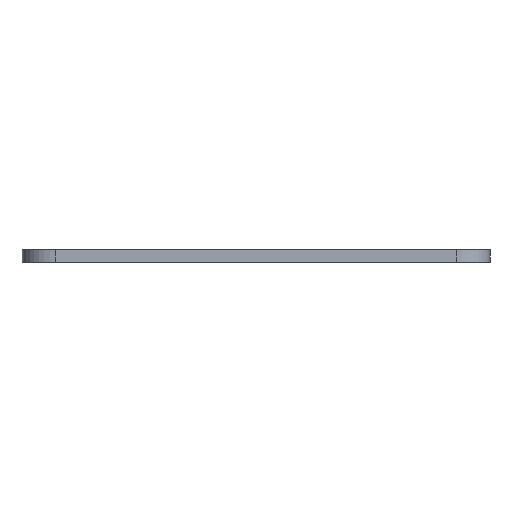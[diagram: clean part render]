
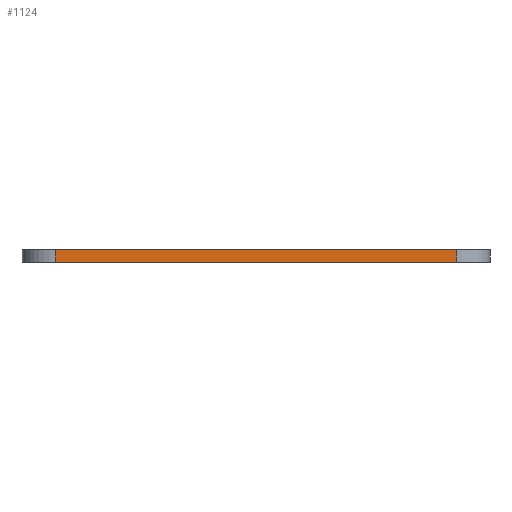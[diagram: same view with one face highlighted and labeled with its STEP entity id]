
A CAD part, left-side view. The second image highlights one B-rep face of the part: STEP entity #1124.
In plain terms, the highlighted planar face has unit normal (-1, 0, 0).
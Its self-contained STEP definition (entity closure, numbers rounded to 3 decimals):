
#71=PLANE('',#1260);
#124=FACE_OUTER_BOUND('',#220,.T.);
#220=EDGE_LOOP('',(#1015,#1016,#1017,#1018));
#252=LINE('',#1701,#340);
#280=LINE('',#1814,#368);
#310=LINE('',#1904,#398);
#312=LINE('',#1907,#400);
#340=VECTOR('',#1368,10.);
#368=VECTOR('',#1472,10.);
#398=VECTOR('',#1582,10.);
#400=VECTOR('',#1586,10.);
#506=VERTEX_POINT('',#1698);
#507=VERTEX_POINT('',#1700);
#553=VERTEX_POINT('',#1811);
#554=VERTEX_POINT('',#1813);
#622=EDGE_CURVE('',#506,#507,#252,.T.);
#679=EDGE_CURVE('',#554,#553,#280,.T.);
#726=EDGE_CURVE('',#507,#553,#310,.T.);
#728=EDGE_CURVE('',#554,#506,#312,.T.);
#1015=ORIENTED_EDGE('',*,*,#726,.F.);
#1016=ORIENTED_EDGE('',*,*,#622,.F.);
#1017=ORIENTED_EDGE('',*,*,#728,.F.);
#1018=ORIENTED_EDGE('',*,*,#679,.T.);
#1124=ADVANCED_FACE('',(#124),#71,.T.);
#1260=AXIS2_PLACEMENT_3D('',#1906,#1584,#1585);
#1368=DIRECTION('',(0.,-1.,0.));
#1472=DIRECTION('',(0.,-1.,0.));
#1582=DIRECTION('',(0.,0.,-1.));
#1584=DIRECTION('center_axis',(-1.,0.,0.));
#1585=DIRECTION('ref_axis',(0.,-1.,0.));
#1586=DIRECTION('',(0.,0.,1.));
#1698=CARTESIAN_POINT('',(-160.909,46.523,3.));
#1700=CARTESIAN_POINT('',(-160.909,-49.777,3.));
#1701=CARTESIAN_POINT('',(-160.909,-57.777,3.));
#1811=CARTESIAN_POINT('',(-160.909,-49.777,0.));
#1813=CARTESIAN_POINT('',(-160.909,46.523,0.));
#1814=CARTESIAN_POINT('',(-160.909,26.448,0.));
#1904=CARTESIAN_POINT('',(-160.909,-49.777,-3.2));
#1906=CARTESIAN_POINT('Origin',(-160.909,54.523,-3.2));
#1907=CARTESIAN_POINT('',(-160.909,46.523,-3.2));
